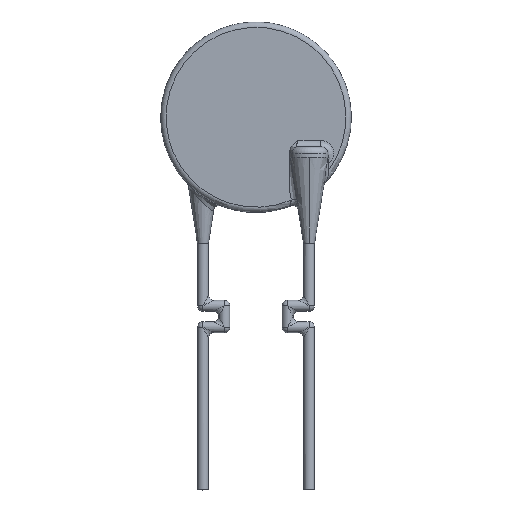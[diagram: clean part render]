
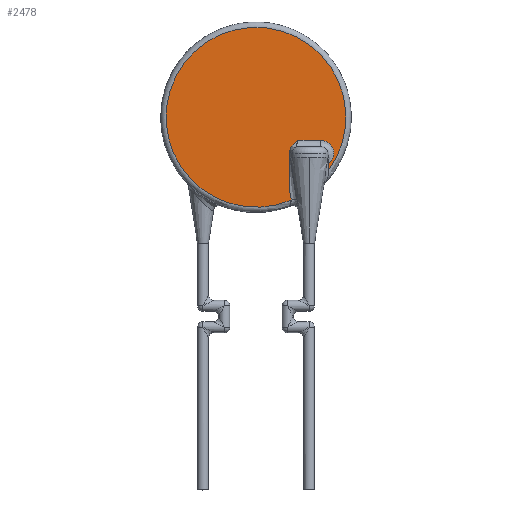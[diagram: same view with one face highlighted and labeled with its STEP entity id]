
A CAD part, top view. The second image highlights one B-rep face of the part: STEP entity #2478.
In plain terms, the highlighted planar face has unit normal (0, 0, 1).
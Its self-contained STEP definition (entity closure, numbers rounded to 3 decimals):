
#242=DIRECTION('',(0.,1.,0.));
#243=VECTOR('',#242,1.863);
#244=CARTESIAN_POINT('',(1.578,-3.461,0.6));
#245=LINE('',#244,#243);
#246=CARTESIAN_POINT('',(1.578,-1.598,0.6));
#280=CARTESIAN_POINT('',(1.647,-3.864,0.6));
#281=CARTESIAN_POINT('',(1.635,-3.796,0.6));
#282=CARTESIAN_POINT('',(1.612,-3.662,0.6));
#283=CARTESIAN_POINT('',(1.589,-3.528,0.6));
#284=CARTESIAN_POINT('',(1.578,-3.461,0.6));
#286=DIRECTION('',(0.,1.,0.));
#287=VECTOR('',#286,0.33);
#288=CARTESIAN_POINT('',(3.378,-2.496,0.6));
#289=LINE('',#288,#287);
#290=CARTESIAN_POINT('',(2.998,-1.078,0.6));
#291=CARTESIAN_POINT('',(3.015,-1.078,0.6));
#292=CARTESIAN_POINT('',(3.05,-1.079,0.6));
#293=CARTESIAN_POINT('',(3.1,-1.084,0.6));
#294=CARTESIAN_POINT('',(3.152,-1.093,0.6));
#295=CARTESIAN_POINT('',(3.209,-1.108,0.6));
#296=CARTESIAN_POINT('',(3.273,-1.131,0.6));
#297=CARTESIAN_POINT('',(3.341,-1.165,0.6));
#298=CARTESIAN_POINT('',(3.412,-1.212,0.6));
#299=CARTESIAN_POINT('',(3.481,-1.274,0.6));
#300=CARTESIAN_POINT('',(3.539,-1.347,0.6));
#301=CARTESIAN_POINT('',(3.586,-1.427,0.6));
#302=CARTESIAN_POINT('',(3.619,-1.514,0.6));
#303=CARTESIAN_POINT('',(3.638,-1.604,0.6));
#304=CARTESIAN_POINT('',(3.642,-1.695,0.6));
#305=CARTESIAN_POINT('',(3.632,-1.787,0.6));
#306=CARTESIAN_POINT('',(3.608,-1.876,0.6));
#307=CARTESIAN_POINT('',(3.569,-1.961,0.6));
#308=CARTESIAN_POINT('',(3.517,-2.04,0.6));
#309=CARTESIAN_POINT('',(3.453,-2.11,0.6));
#310=CARTESIAN_POINT('',(3.404,-2.149,0.6));
#311=CARTESIAN_POINT('',(3.378,-2.166,0.6));
#313=DIRECTION('',(-1.,0.,0.));
#314=VECTOR('',#313,1.039);
#315=CARTESIAN_POINT('',(2.998,-1.078,0.6));
#316=LINE('',#315,#314);
#317=CARTESIAN_POINT('',(1.958,-1.078,0.6));
#318=CARTESIAN_POINT('',(1.939,-1.098,0.6));
#319=CARTESIAN_POINT('',(1.895,-1.137,0.6));
#320=CARTESIAN_POINT('',(1.816,-1.198,0.6));
#321=CARTESIAN_POINT('',(1.738,-1.263,0.6));
#322=CARTESIAN_POINT('',(1.678,-1.328,0.6));
#323=CARTESIAN_POINT('',(1.631,-1.397,0.6));
#324=CARTESIAN_POINT('',(1.6,-1.465,0.6));
#325=CARTESIAN_POINT('',(1.582,-1.532,0.6));
#326=CARTESIAN_POINT('',(1.578,-1.576,0.6));
#327=CARTESIAN_POINT('',(1.578,-1.598,0.6));
#561=CARTESIAN_POINT('',(0.,0.,0.6));
#562=DIRECTION('',(0.,0.,1.));
#563=DIRECTION('',(0.804,-0.594,0.));
#564=AXIS2_PLACEMENT_3D('',#561,#562,#563);
#1914=CARTESIAN_POINT('',(2.998,-1.078,0.6));
#1915=CARTESIAN_POINT('',(1.958,-1.078,0.6));
#1916=VERTEX_POINT('',#1914);
#1917=VERTEX_POINT('',#1915);
#1918=VERTEX_POINT('',#246);
#1934=VERTEX_POINT('',#280);
#1935=VERTEX_POINT('',#284);
#1949=CARTESIAN_POINT('',(3.378,-2.496,0.6));
#1950=CARTESIAN_POINT('',(3.378,-2.166,0.6));
#1951=VERTEX_POINT('',#1949);
#1952=VERTEX_POINT('',#1950);
#2461=CARTESIAN_POINT('',(0.,0.,0.6));
#2462=DIRECTION('',(0.,0.,1.));
#2463=DIRECTION('',(1.,0.,0.));
#2464=AXIS2_PLACEMENT_3D('',#2461,#2462,#2463);
#2465=PLANE('',#2464);
#2467=ORIENTED_EDGE('',*,*,#2466,.F.);
#2469=ORIENTED_EDGE('',*,*,#2468,.F.);
#2470=ORIENTED_EDGE('',*,*,#2327,.T.);
#2471=ORIENTED_EDGE('',*,*,#2442,.F.);
#2472=ORIENTED_EDGE('',*,*,#2452,.T.);
#2474=ORIENTED_EDGE('',*,*,#2473,.T.);
#2475=ORIENTED_EDGE('',*,*,#2341,.F.);
#2476=EDGE_LOOP('',(#2467,#2469,#2470,#2471,#2472,#2474,#2475));
#2477=FACE_OUTER_BOUND('',#2476,.F.);
#285=B_SPLINE_CURVE_WITH_KNOTS('',3,(#280,#281,#282,#283,#284),.UNSPECIFIED.,
.F.,.F.,(4,1,4),(0.,0.5,1.),.UNSPECIFIED.);
#312=B_SPLINE_CURVE_WITH_KNOTS('',3,(#290,#291,#292,#293,#294,#295,#296,#297,
#298,#299,#300,#301,#302,#303,#304,#305,#306,#307,#308,#309,#310,#311),
.UNSPECIFIED.,.F.,.F.,(4,1,1,1,1,1,1,1,1,1,1,1,1,1,1,1,1,1,1,4),(0.,
0.053,0.105,0.158,0.211,
0.263,0.316,0.368,0.421,
0.474,0.526,0.579,0.632,
0.684,0.737,0.789,0.842,
0.895,0.947,1.),.UNSPECIFIED.);
#328=B_SPLINE_CURVE_WITH_KNOTS('',3,(#317,#318,#319,#320,#321,#322,#323,#324,
#325,#326,#327),.UNSPECIFIED.,.F.,.F.,(4,1,1,1,1,1,1,1,4),(0.,0.125,0.25,
0.375,0.5,0.625,0.75,0.875,1.),.UNSPECIFIED.);
#565=CIRCLE('',#564,4.2);
#2327=EDGE_CURVE('',#1951,#1952,#289,.T.);
#2341=EDGE_CURVE('',#1935,#1918,#245,.T.);
#2442=EDGE_CURVE('',#1916,#1952,#312,.T.);
#2452=EDGE_CURVE('',#1916,#1917,#316,.T.);
#2466=EDGE_CURVE('',#1934,#1935,#285,.T.);
#2468=EDGE_CURVE('',#1951,#1934,#565,.T.);
#2473=EDGE_CURVE('',#1917,#1918,#328,.T.);
#2478=ADVANCED_FACE('',(#2477),#2465,.T.);
